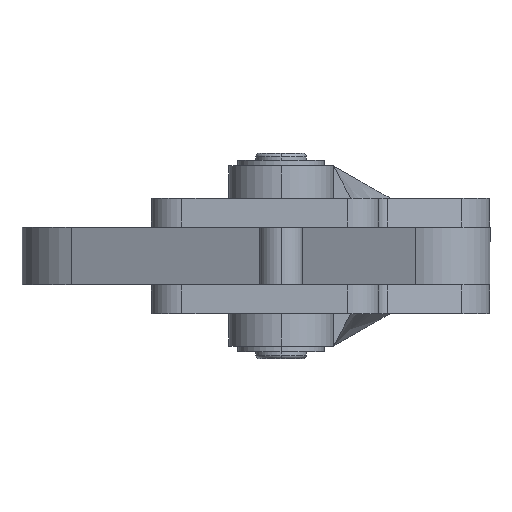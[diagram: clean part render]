
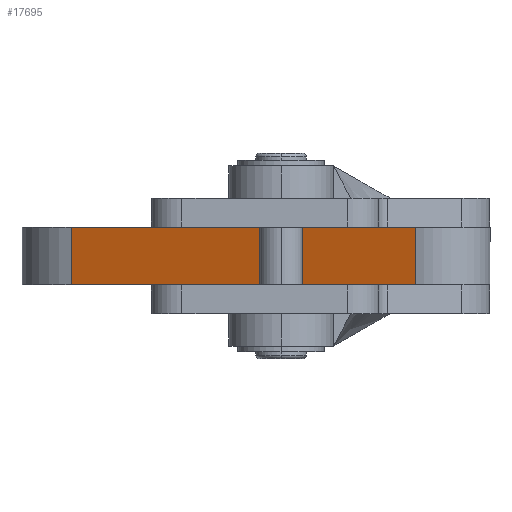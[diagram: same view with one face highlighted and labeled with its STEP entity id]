
A CAD part, front view. The second image highlights one B-rep face of the part: STEP entity #17695.
In plain terms, the highlighted planar face has unit normal (-0.376, -0.927, 0).
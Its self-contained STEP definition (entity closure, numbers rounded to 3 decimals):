
#295 = LINE ( 'NONE', #18546, #297 ) ;
#297 = VECTOR ( 'NONE', #18541, 1000. ) ;
#312 = LINE ( 'NONE', #18577, #323 ) ;
#317 = LINE ( 'NONE', #18572, #319 ) ;
#318 = LINE ( 'NONE', #18581, #321 ) ;
#319 = VECTOR ( 'NONE', #18573, 1000. ) ;
#321 = VECTOR ( 'NONE', #18582, 1000. ) ;
#323 = VECTOR ( 'NONE', #18583, 1000. ) ;
#7124 = EDGE_LOOP ( 'NONE', ( #14033, #14034, #14035, #14036 ) ) ;
#10773 = CARTESIAN_POINT ( 'NONE',  ( -8.219, -20.407, 8. ) ) ;
#10775 = PLANE ( 'NONE',  #18239 ) ;
#10778 = DIRECTION ( 'NONE',  ( 0.374, 0.928, 0. ) ) ;
#10779 = DIRECTION ( 'NONE',  ( -0.928, 0.374, 0. ) ) ;
#12722 = VERTEX_POINT ( 'NONE', #14599 ) ;
#12745 = VERTEX_POINT ( 'NONE', #14622 ) ;
#12751 = VERTEX_POINT ( 'NONE', #14628 ) ;
#12756 = VERTEX_POINT ( 'NONE', #14633 ) ;
#13429 = FACE_OUTER_BOUND ( 'NONE', #7124, .T. ) ;
#14033 = ORIENTED_EDGE ( 'NONE', *, *, #20754, .T. ) ;
#14034 = ORIENTED_EDGE ( 'NONE', *, *, #20755, .F. ) ;
#14035 = ORIENTED_EDGE ( 'NONE', *, *, #20756, .F. ) ;
#14036 = ORIENTED_EDGE ( 'NONE', *, *, #20741, .T. ) ;
#14599 = CARTESIAN_POINT ( 'NONE',  ( -8.219, -20.407, 8. ) ) ;
#14622 = CARTESIAN_POINT ( 'NONE',  ( 87.396, -58.914, 8. ) ) ;
#14628 = CARTESIAN_POINT ( 'NONE',  ( 87.396, -58.914, -8. ) ) ;
#14633 = CARTESIAN_POINT ( 'NONE',  ( -8.219, -20.407, -8. ) ) ;
#17695 = ADVANCED_FACE ( 'NONE', ( #13429 ), #10775, .F. ) ;
#18239 = AXIS2_PLACEMENT_3D ( 'NONE', #10773, #10778, #10779 ) ;
#18541 = DIRECTION ( 'NONE',  ( 0., 0., -1. ) ) ;
#18546 = CARTESIAN_POINT ( 'NONE',  ( -8.219, -20.407, 8. ) ) ;
#18572 = CARTESIAN_POINT ( 'NONE',  ( -8.219, -20.407, -8. ) ) ;
#18573 = DIRECTION ( 'NONE',  ( 0.928, -0.374, 0. ) ) ;
#18577 = CARTESIAN_POINT ( 'NONE',  ( -8.219, -20.407, 8. ) ) ;
#18581 = CARTESIAN_POINT ( 'NONE',  ( 87.396, -58.914, 8. ) ) ;
#18582 = DIRECTION ( 'NONE',  ( 0., 0., -1. ) ) ;
#18583 = DIRECTION ( 'NONE',  ( 0.928, -0.374, 0. ) ) ;
#20741 = EDGE_CURVE ( 'NONE', #12722, #12756, #295, .T. ) ;
#20754 = EDGE_CURVE ( 'NONE', #12756, #12751, #317, .T. ) ;
#20755 = EDGE_CURVE ( 'NONE', #12745, #12751, #318, .T. ) ;
#20756 = EDGE_CURVE ( 'NONE', #12722, #12745, #312, .T. ) ;
